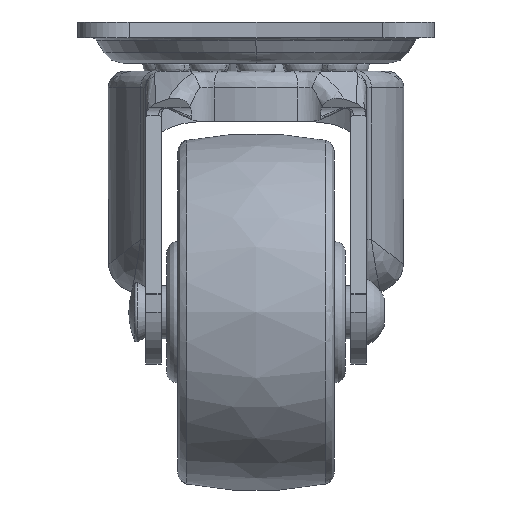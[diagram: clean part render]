
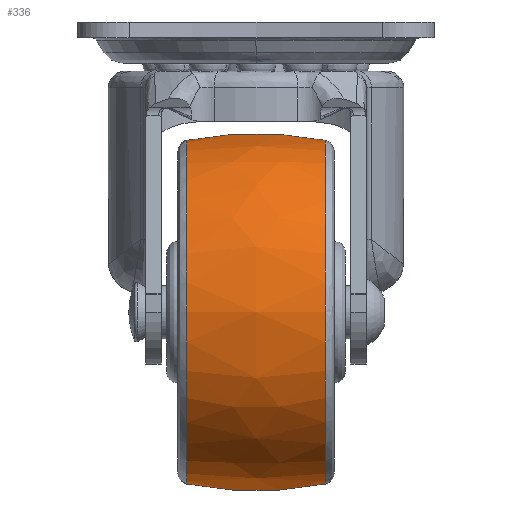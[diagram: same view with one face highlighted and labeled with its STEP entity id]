
A CAD part, left-side view. The second image highlights one B-rep face of the part: STEP entity #336.
In plain terms, the highlighted free-form (B-spline) face has degree [2, 2] with [3, 5] control points.
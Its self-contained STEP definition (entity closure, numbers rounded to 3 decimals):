
#336=ADVANCED_FACE('',(#1616),#1615,.T.);
#1615=( BOUNDED_SURFACE() B_SPLINE_SURFACE( 2,2,((#4390,#4391,#4392,#4393,#4394),(#4395,#4396,#4397,#4398,#4399),(#4400,#4401,#4402,#4403,#4404)), .UNSPECIFIED.,.F.,.F.,.F.) B_SPLINE_SURFACE_WITH_KNOTS((3,3),(3,2,3),(-0.195,0.195),(3.142,4.712,6.283), .UNSPECIFIED. ) GEOMETRIC_REPRESENTATION_ITEM() RATIONAL_B_SPLINE_SURFACE(((1.,0.707,1.,0.707,1.),(0.981,0.694,0.981,0.694,0.981),(1.,0.707,1.,0.707,1.))) REPRESENTATION_ITEM('') SURFACE() );
#1616=FACE_OUTER_BOUND('',#4405,.T.);
#4390=CARTESIAN_POINT('',(-11.,6.194,-41.395));
#4391=CARTESIAN_POINT('',(-26.395,6.194,-41.395));
#4392=CARTESIAN_POINT('',(-26.395,6.194,-26.));
#4393=CARTESIAN_POINT('',(-26.395,6.194,-10.605));
#4394=CARTESIAN_POINT('',(-11.,6.194,-10.605));
#4395=CARTESIAN_POINT('',(-11.,0.,-42.617));
#4396=CARTESIAN_POINT('',(-27.617,0.,-42.617));
#4397=CARTESIAN_POINT('',(-27.617,0.,-26.));
#4398=CARTESIAN_POINT('',(-27.617,0.,-9.383));
#4399=CARTESIAN_POINT('',(-11.,0.,-9.383));
#4400=CARTESIAN_POINT('',(-11.,-6.194,-41.395));
#4401=CARTESIAN_POINT('',(-26.395,-6.194,-41.395));
#4402=CARTESIAN_POINT('',(-26.395,-6.194,-26.));
#4403=CARTESIAN_POINT('',(-26.395,-6.194,-10.605));
#4404=CARTESIAN_POINT('',(-11.,-6.194,-10.605));
#4405=EDGE_LOOP('',(#6037,#6038,#6039,#6040));
#6037=ORIENTED_EDGE('',*,*,#6950,.F.);
#6038=ORIENTED_EDGE('',*,*,#6947,.F.);
#6039=ORIENTED_EDGE('',*,*,#6943,.T.);
#6040=ORIENTED_EDGE('',*,*,#6949,.T.);
#6943=EDGE_CURVE('',#9183,#9184,#9185,.T.);
#6947=EDGE_CURVE('',#9183,#9209,#9210,.T.);
#6949=EDGE_CURVE('',#9184,#9216,#9223,.T.);
#6950=EDGE_CURVE('',#9209,#9216,#9229,.T.);
#9183=VERTEX_POINT('',#12850);
#9184=VERTEX_POINT('',#12851);
#9185=CIRCLE('',#12855,15.395);
#9209=VERTEX_POINT('',#12866);
#9210=(BOUNDED_CURVE() B_SPLINE_CURVE(2,(#12867,#12868,#12869),.UNSPECIFIED.,.F.,.F.) B_SPLINE_CURVE_WITH_KNOTS((3,3),(-0.195,0.195),.UNSPECIFIED.) CURVE() GEOMETRIC_REPRESENTATION_ITEM() RATIONAL_B_SPLINE_CURVE((1.,0.981,1.)) REPRESENTATION_ITEM('') );
#9216=VERTEX_POINT('',#12870);
#9223=(BOUNDED_CURVE() B_SPLINE_CURVE(2,(#12875,#12876,#12877),.UNSPECIFIED.,.F.,.F.) B_SPLINE_CURVE_WITH_KNOTS((3,3),(-0.195,0.195),.UNSPECIFIED.) CURVE() GEOMETRIC_REPRESENTATION_ITEM() RATIONAL_B_SPLINE_CURVE((1.,0.981,1.)) REPRESENTATION_ITEM('') );
#9229=CIRCLE('',#12881,15.395);
#12850=CARTESIAN_POINT('',(-11.,6.194,-10.605));
#12851=CARTESIAN_POINT('',(-11.,6.194,-41.395));
#12852=CARTESIAN_POINT('',(-11.,6.194,-26.));
#12853=DIRECTION('',(0.,-1.,0.));
#12854=DIRECTION('',(0.,0.,-1.));
#12855=AXIS2_PLACEMENT_3D('',#12852,#12853,#12854);
#12866=CARTESIAN_POINT('',(-11.,-6.194,-10.605));
#12867=CARTESIAN_POINT('',(-11.,6.194,-10.605));
#12868=CARTESIAN_POINT('',(-11.,0.,-9.383));
#12869=CARTESIAN_POINT('',(-11.,-6.194,-10.605));
#12870=CARTESIAN_POINT('',(-11.,-6.194,-41.395));
#12875=CARTESIAN_POINT('',(-11.,6.194,-41.395));
#12876=CARTESIAN_POINT('',(-11.,0.,-42.617));
#12877=CARTESIAN_POINT('',(-11.,-6.194,-41.395));
#12878=CARTESIAN_POINT('',(-11.,-6.194,-26.));
#12879=DIRECTION('',(0.,-1.,0.));
#12880=DIRECTION('',(0.,0.,-1.));
#12881=AXIS2_PLACEMENT_3D('',#12878,#12879,#12880);
